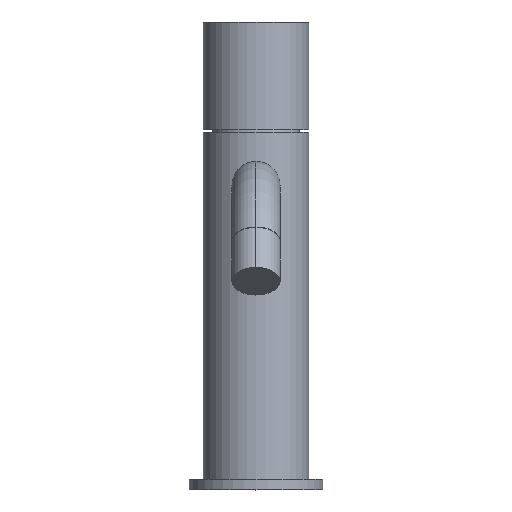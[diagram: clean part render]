
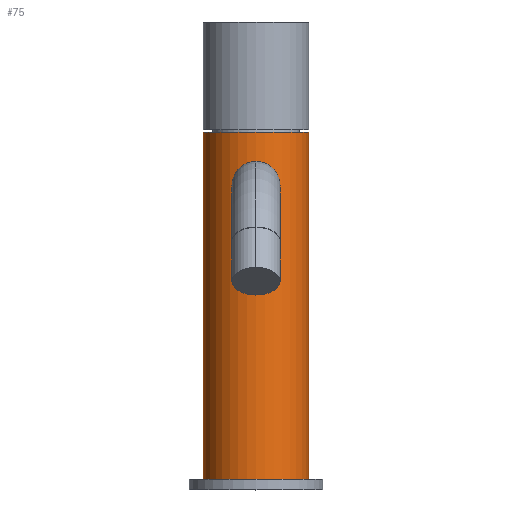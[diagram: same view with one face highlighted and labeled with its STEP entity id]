
A CAD part, top view. The second image highlights one B-rep face of the part: STEP entity #75.
In plain terms, the highlighted cylindrical face has radius 19.75 mm (diameter 39.5 mm), a partial arc.
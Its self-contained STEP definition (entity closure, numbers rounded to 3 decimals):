
#24=CARTESIAN_POINT('',(0.,0.,0.));
#25=DIRECTION('',(0.,-1.,0.));
#26=DIRECTION('',(1.,0.,0.));
#27=AXIS2_PLACEMENT_3D('',#24,#25,#26);
#29=DIRECTION('',(0.,1.,0.));
#30=VECTOR('',#29,130.);
#31=CARTESIAN_POINT('',(19.75,0.,0.));
#32=LINE('',#31,#30);
#33=DIRECTION('',(0.,1.,0.));
#34=VECTOR('',#33,130.);
#35=CARTESIAN_POINT('',(-19.75,0.,0.));
#36=LINE('',#35,#34);
#42=CARTESIAN_POINT('',(0.,130.,0.));
#43=DIRECTION('',(0.,-1.,0.));
#44=DIRECTION('',(1.,0.,0.));
#45=AXIS2_PLACEMENT_3D('',#42,#43,#44);
#52=CARTESIAN_POINT('',(19.75,0.,0.));
#53=CARTESIAN_POINT('',(19.75,130.,0.));
#54=VERTEX_POINT('',#52);
#55=VERTEX_POINT('',#53);
#56=CARTESIAN_POINT('',(-19.75,0.,0.));
#57=CARTESIAN_POINT('',(-19.75,130.,0.));
#58=VERTEX_POINT('',#56);
#59=VERTEX_POINT('',#57);
#60=CARTESIAN_POINT('',(0.,136.5,0.));
#61=DIRECTION('',(0.,-1.,0.));
#62=DIRECTION('',(-1.,0.,0.));
#63=AXIS2_PLACEMENT_3D('',#60,#61,#62);
#64=CYLINDRICAL_SURFACE('',#63,19.75);
#66=ORIENTED_EDGE('',*,*,#65,.F.);
#68=ORIENTED_EDGE('',*,*,#67,.T.);
#70=ORIENTED_EDGE('',*,*,#69,.T.);
#72=ORIENTED_EDGE('',*,*,#71,.F.);
#73=EDGE_LOOP('',(#66,#68,#70,#72));
#74=FACE_OUTER_BOUND('',#73,.F.);
#75=ADVANCED_FACE('',(#74),#64,.T.);
#28=CIRCLE('',#27,19.75);
#46=CIRCLE('',#45,19.75);
#65=EDGE_CURVE('',#54,#55,#32,.T.);
#67=EDGE_CURVE('',#54,#58,#28,.T.);
#69=EDGE_CURVE('',#58,#59,#36,.T.);
#71=EDGE_CURVE('',#55,#59,#46,.T.);
